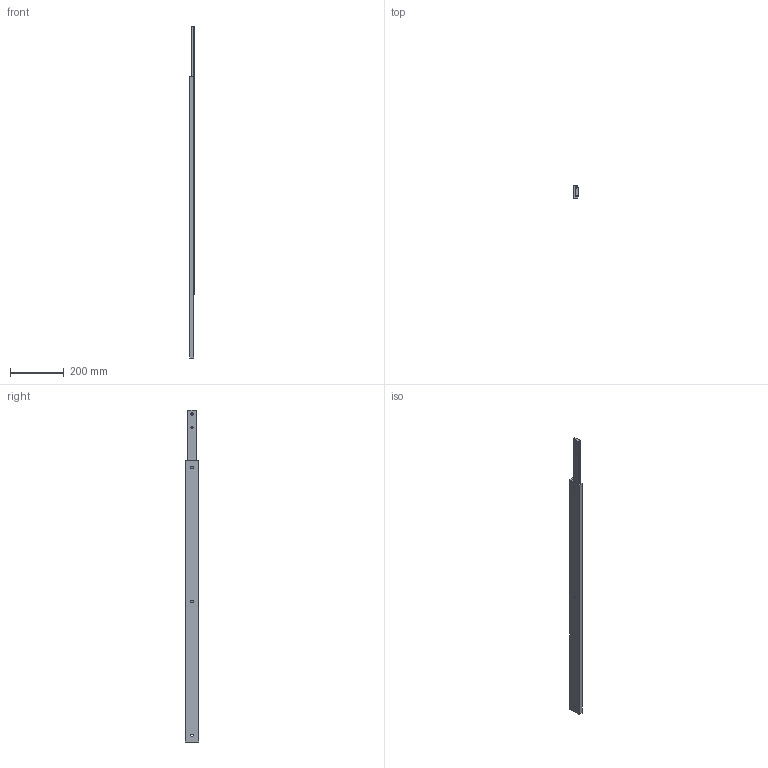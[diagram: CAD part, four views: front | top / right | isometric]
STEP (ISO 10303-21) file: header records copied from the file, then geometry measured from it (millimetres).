
FILE_DESCRIPTION (( 'STEP AP214' ), '1' );
FILE_NAME ('ows50-1050.STEP', '2021-12-10T08:59:36', ( '' ), ( '' ), 'SwSTEP 2.0', 'SolidWorks 2020', '' );
FILE_SCHEMA (( 'AUTOMOTIVE_DESIGN' ));
Length unit declared in the file: millimetre
Products named in the file (3): masko50_1050; ows50-1050; zensko50_1050
Assembly tree (2 placements, depth 2):
  ows50-1050
    masko50_1050
    zensko50_1050
Bounding box: 17 x 50 x 1239.8 mm (x, y, z)
Volume: 683418 mm3; surface area: 244655.8 mm2
Topology: 2 solids, 2 shells, 66 faces, 167 edges, 106 vertices
Faces by surface type: plane 28, cylinder 24, cone 12, torus 2
Entity records: 2133 total; most frequent: DIRECTION 373, CARTESIAN_POINT 344, ORIENTED_EDGE 334, EDGE_CURVE 167, AXIS2_PLACEMENT_3D 135, VERTEX_POINT 106, LINE 103, VECTOR 103
